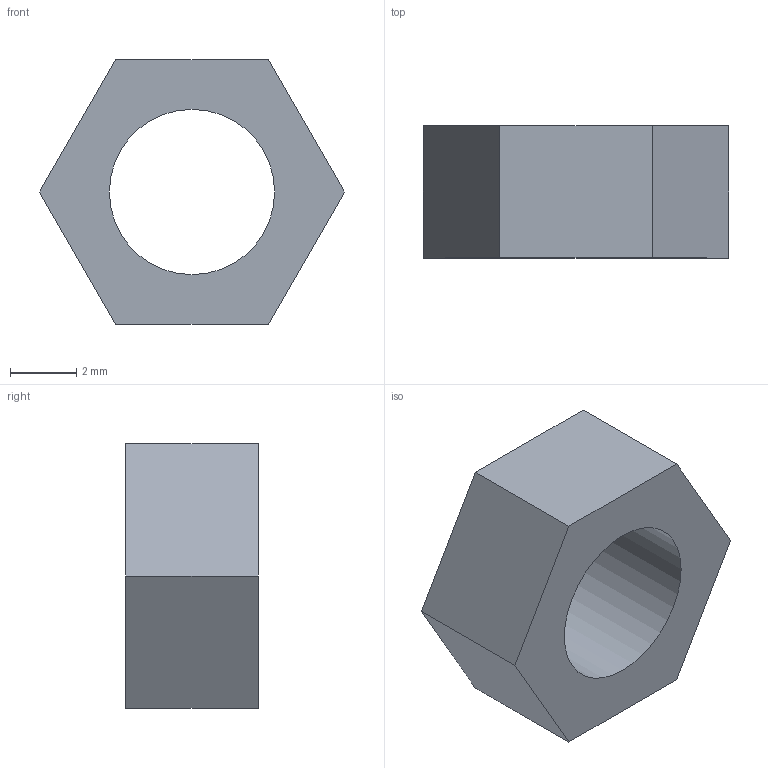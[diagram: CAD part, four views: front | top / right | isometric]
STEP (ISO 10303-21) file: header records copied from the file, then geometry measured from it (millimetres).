
FILE_DESCRIPTION(('HOOPS Exchange Step'),'2;1');
FILE_NAME('STDNut.step','2018-08-20T11:12:17+00:00',('SYSTEM'),('Unknown organisation'),'HOOPS Exchange 10.0','HOOPS Exchange','Unknown authorisation');
FILE_SCHEMA( ('AUTOMOTIVE_DESIGN { 1 0 10303 214 1 1 1 1 }') );
Length unit declared in the file: millimetre
Products named in the file (2): Default; STDNut
Assembly tree (1 placements, depth 2):
  STDNut
    Default
Bounding box: 9.24 x 4 x 8 mm (x, y, z)
Volume: 143.2 mm3; surface area: 245.3 mm2
Topology: 1 solids, 1 shells, 9 faces, 23 edges, 16 vertices
Faces by surface type: plane 8, cylinder 1
Full cylindrical faces by diameter (mm): 5 x1
Entity records: 328 total; most frequent: CARTESIAN_POINT 51, DIRECTION 51, ORIENTED_EDGE 46, EDGE_CURVE 23, VECTOR 19, LINE 19, AXIS2_PLACEMENT_3D 16, VERTEX_POINT 16
